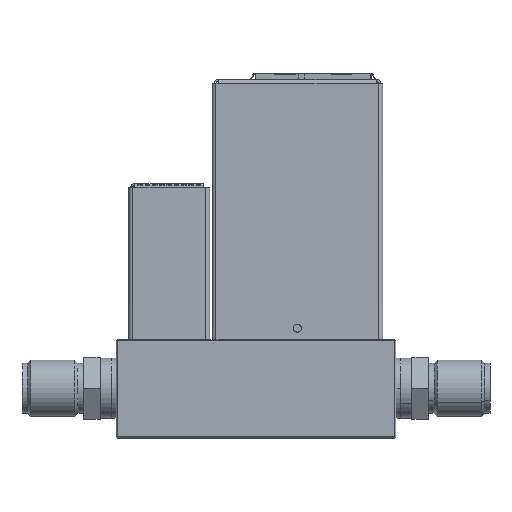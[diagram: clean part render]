
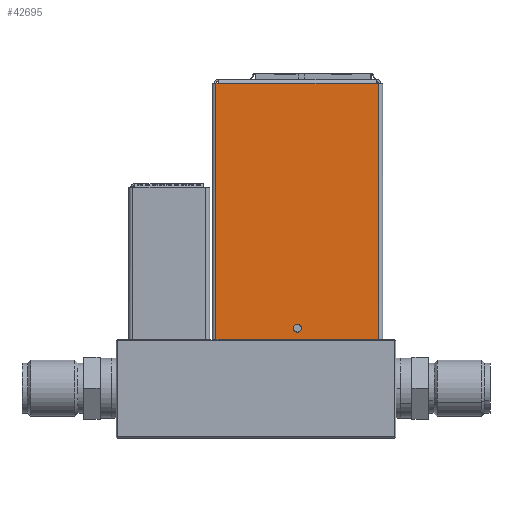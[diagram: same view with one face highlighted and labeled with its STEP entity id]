
A CAD part, top view. The second image highlights one B-rep face of the part: STEP entity #42695.
In plain terms, the highlighted planar face has unit normal (0, 0, 1).
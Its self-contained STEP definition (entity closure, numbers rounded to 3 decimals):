
#5318 = FACE_OUTER_BOUND ( 'NONE', #30655, .T. ) ;
#5351 = FACE_BOUND ( 'NONE', #30644, .T. ) ;
#5356 = PLANE ( 'NONE',  #98690 ) ;
#5378 = CARTESIAN_POINT ( 'NONE',  ( 52.64, 12.3, 12.5 ) ) ;
#5380 = DIRECTION ( 'NONE',  ( 0., 0., 1. ) ) ;
#5382 = DIRECTION ( 'NONE',  ( 1., 0., 0. ) ) ;
#6828 = CARTESIAN_POINT ( 'NONE',  ( 53.15, 12.3, 12.5 ) ) ;
#12151 = CARTESIAN_POINT ( 'NONE',  ( 12.46, 77.3, 12.5 ) ) ;
#12716 = CARTESIAN_POINT ( 'NONE',  ( 11.85, 77.3, 12.5 ) ) ;
#12721 = LINE ( 'NONE', #12725, #66597 ) ;
#12725 = CARTESIAN_POINT ( 'NONE',  ( 53.15, 12.3, 12.5 ) ) ;
#12727 = DIRECTION ( 'NONE',  ( 0., 1., 0. ) ) ;
#12751 = CARTESIAN_POINT ( 'NONE',  ( 11.85, 12.3, 12.5 ) ) ;
#21084 = VERTEX_POINT ( 'NONE', #6828 ) ;
#22064 = VERTEX_POINT ( 'NONE', #29917 ) ;
#22340 = VERTEX_POINT ( 'NONE', #31096 ) ;
#22602 = CARTESIAN_POINT ( 'NONE',  ( 32.5, 15.2, 12.5 ) ) ;
#22604 = DIRECTION ( 'NONE',  ( 0., 0., 1. ) ) ;
#22606 = DIRECTION ( 'NONE',  ( 1., 0., 0. ) ) ;
#29917 = CARTESIAN_POINT ( 'NONE',  ( 52.54, 77.3, 12.5 ) ) ;
#30644 = EDGE_LOOP ( 'NONE', ( #96874, #96875 ) ) ;
#30655 = EDGE_LOOP ( 'NONE', ( #96876, #96878, #96879, #96880, #96882, #96883 ) ) ;
#31096 = CARTESIAN_POINT ( 'NONE',  ( 53.15, 77.3, 12.5 ) ) ;
#40245 = EDGE_CURVE ( 'NONE', #58644, #58665, #56796, .T. ) ;
#42695 = ADVANCED_FACE ( 'NONE', ( #5351, #5318 ), #5356, .T. ) ;
#43039 = EDGE_CURVE ( 'NONE', #90226, #90249, #52371, .T. ) ;
#47795 = VECTOR ( 'NONE', #52379, 1000. ) ;
#52359 = CARTESIAN_POINT ( 'NONE',  ( 11.85, 77.3, 12.5 ) ) ;
#52371 = LINE ( 'NONE', #52359, #47795 ) ;
#52379 = DIRECTION ( 'NONE',  ( 0., -1., 0. ) ) ;
#52957 = CARTESIAN_POINT ( 'NONE',  ( 31.475, 15.2, 12.5 ) ) ;
#52997 = CARTESIAN_POINT ( 'NONE',  ( 33.525, 15.2, 12.5 ) ) ;
#56795 = AXIS2_PLACEMENT_3D ( 'NONE', #22602, #22604, #22606 ) ;
#56796 = CIRCLE ( 'NONE', #56795, 1.025 ) ;
#58644 = VERTEX_POINT ( 'NONE', #52957 ) ;
#58665 = VERTEX_POINT ( 'NONE', #52997 ) ;
#63114 = EDGE_CURVE ( 'NONE', #21084, #22340, #12721, .T. ) ;
#66597 = VECTOR ( 'NONE', #12727, 1000. ) ;
#81016 = VECTOR ( 'NONE', #82024, 1000. ) ;
#81082 = VECTOR ( 'NONE', #83088, 1000. ) ;
#81085 = CIRCLE ( 'NONE', #81090, 1.025 ) ;
#81086 = VECTOR ( 'NONE', #83085, 1000. ) ;
#81090 = AXIS2_PLACEMENT_3D ( 'NONE', #83091, #83092, #83093 ) ;
#81107 = VECTOR ( 'NONE', #83207, 1000. ) ;
#82022 = LINE ( 'NONE', #82023, #81016 ) ;
#82023 = CARTESIAN_POINT ( 'NONE',  ( 11.86, 77.3, 12.5 ) ) ;
#82024 = DIRECTION ( 'NONE',  ( 1., 0., 0. ) ) ;
#83083 = LINE ( 'NONE', #83084, #81086 ) ;
#83084 = CARTESIAN_POINT ( 'NONE',  ( 52.64, 77.3, 12.5 ) ) ;
#83085 = DIRECTION ( 'NONE',  ( -1., 0., 0. ) ) ;
#83086 = LINE ( 'NONE', #83087, #81082 ) ;
#83087 = CARTESIAN_POINT ( 'NONE',  ( 52.64, 12.3, 12.5 ) ) ;
#83088 = DIRECTION ( 'NONE',  ( -1., 0., 0. ) ) ;
#83091 = CARTESIAN_POINT ( 'NONE',  ( 32.5, 15.2, 12.5 ) ) ;
#83092 = DIRECTION ( 'NONE',  ( 0., 0., 1. ) ) ;
#83093 = DIRECTION ( 'NONE',  ( 1., 0., 0. ) ) ;
#83173 = LINE ( 'NONE', #83206, #81107 ) ;
#83206 = CARTESIAN_POINT ( 'NONE',  ( 52.64, 77.3, 12.5 ) ) ;
#83207 = DIRECTION ( 'NONE',  ( -1., 0., 0. ) ) ;
#84879 = EDGE_CURVE ( 'NONE', #90226, #89747, #82022, .T. ) ;
#85080 = EDGE_CURVE ( 'NONE', #22064, #89747, #83083, .T. ) ;
#85081 = EDGE_CURVE ( 'NONE', #21084, #90249, #83086, .T. ) ;
#85082 = EDGE_CURVE ( 'NONE', #58665, #58644, #81085, .T. ) ;
#85112 = EDGE_CURVE ( 'NONE', #22340, #22064, #83173, .T. ) ;
#89747 = VERTEX_POINT ( 'NONE', #12151 ) ;
#90226 = VERTEX_POINT ( 'NONE', #12716 ) ;
#90249 = VERTEX_POINT ( 'NONE', #12751 ) ;
#96874 = ORIENTED_EDGE ( 'NONE', *, *, #85082, .F. ) ;
#96875 = ORIENTED_EDGE ( 'NONE', *, *, #40245, .F. ) ;
#96876 = ORIENTED_EDGE ( 'NONE', *, *, #84879, .F. ) ;
#96878 = ORIENTED_EDGE ( 'NONE', *, *, #43039, .T. ) ;
#96879 = ORIENTED_EDGE ( 'NONE', *, *, #85081, .F. ) ;
#96880 = ORIENTED_EDGE ( 'NONE', *, *, #63114, .T. ) ;
#96882 = ORIENTED_EDGE ( 'NONE', *, *, #85112, .T. ) ;
#96883 = ORIENTED_EDGE ( 'NONE', *, *, #85080, .T. ) ;
#98690 = AXIS2_PLACEMENT_3D ( 'NONE', #5378, #5380, #5382 ) ;
